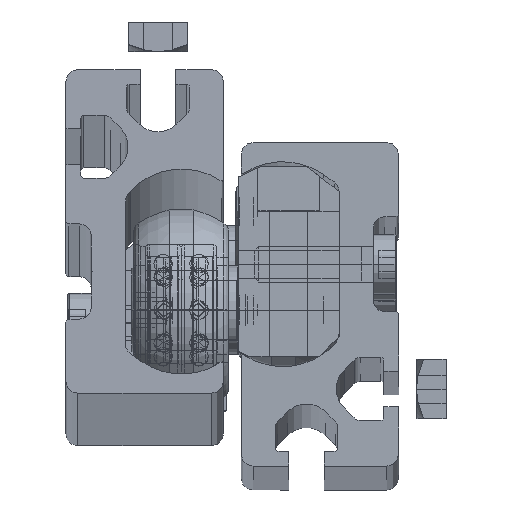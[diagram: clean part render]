
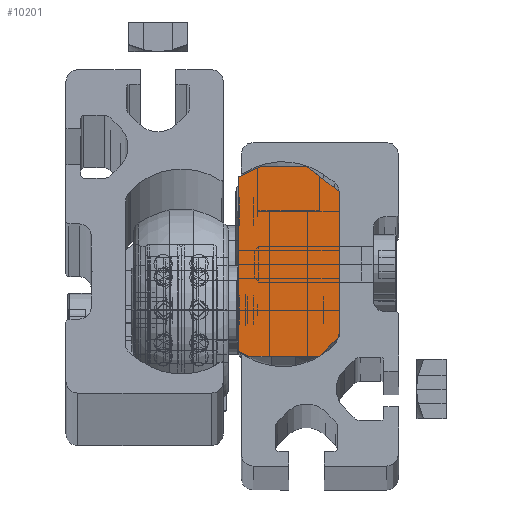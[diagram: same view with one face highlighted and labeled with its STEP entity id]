
A CAD part, top view. The second image highlights one B-rep face of the part: STEP entity #10201.
In plain terms, the highlighted face is planar.
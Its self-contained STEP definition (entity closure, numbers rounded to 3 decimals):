
#184 = CARTESIAN_POINT ( 'NONE',  ( -19., 12.203, 8.5 ) ) ;
#556 = VECTOR ( 'NONE', #12022, 1000. ) ;
#857 = LINE ( 'NONE', #1161, #1216 ) ;
#1048 = DIRECTION ( 'NONE',  ( -1., 0., 0. ) ) ;
#1161 = CARTESIAN_POINT ( 'NONE',  ( -19., 12.203, 8.5 ) ) ;
#1216 = VECTOR ( 'NONE', #11894, 1000. ) ;
#1347 = ORIENTED_EDGE ( 'NONE', *, *, #4332, .T. ) ;
#2242 = CARTESIAN_POINT ( 'NONE',  ( -19., 14.681, -8.5 ) ) ;
#2343 = CARTESIAN_POINT ( 'NONE',  ( -19., -12.2, 8.5 ) ) ;
#2361 = VECTOR ( 'NONE', #8682, 1000. ) ;
#2733 = VECTOR ( 'NONE', #18274, 1000. ) ;
#3028 = EDGE_CURVE ( 'NONE', #18467, #19823, #5442, .T. ) ;
#3156 = CARTESIAN_POINT ( 'NONE',  ( -19., -15.5, 5.2 ) ) ;
#3478 = CARTESIAN_POINT ( 'NONE',  ( -19., -12.2, 8.5 ) ) ;
#4294 = CARTESIAN_POINT ( 'NONE',  ( -19., 16.5, -4.6 ) ) ;
#4332 = EDGE_CURVE ( 'NONE', #14352, #6344, #10469, .T. ) ;
#5075 = LINE ( 'NONE', #5286, #13908 ) ;
#5286 = CARTESIAN_POINT ( 'NONE',  ( -19., -15.5, 5.2 ) ) ;
#5442 = LINE ( 'NONE', #2343, #2361 ) ;
#5695 = DIRECTION ( 'NONE',  ( 0., -0.423, 0.906 ) ) ;
#5773 = LINE ( 'NONE', #2242, #556 ) ;
#6149 = LINE ( 'NONE', #4294, #16889 ) ;
#6342 = ORIENTED_EDGE ( 'NONE', *, *, #12776, .T. ) ;
#6344 = VERTEX_POINT ( 'NONE', #7785 ) ;
#6637 = EDGE_CURVE ( 'NONE', #8427, #11200, #11726, .T. ) ;
#6656 = ORIENTED_EDGE ( 'NONE', *, *, #6637, .T. ) ;
#7072 = DIRECTION ( 'NONE',  ( 0., 0., 1. ) ) ;
#7785 = CARTESIAN_POINT ( 'NONE',  ( -19., 14.681, -8.5 ) ) ;
#7812 = DIRECTION ( 'NONE',  ( 0., 0., 1. ) ) ;
#8215 = CARTESIAN_POINT ( 'NONE',  ( -19., -12.2, 8.5 ) ) ;
#8254 = ORIENTED_EDGE ( 'NONE', *, *, #18084, .T. ) ;
#8427 = VERTEX_POINT ( 'NONE', #16702 ) ;
#8680 = EDGE_CURVE ( 'NONE', #10946, #14682, #857, .T. ) ;
#8682 = DIRECTION ( 'NONE',  ( 0., -0.707, -0.707 ) ) ;
#9210 = CARTESIAN_POINT ( 'NONE',  ( -19., -15.5, -6.7 ) ) ;
#9475 = LINE ( 'NONE', #8215, #13480 ) ;
#10119 = CARTESIAN_POINT ( 'NONE',  ( -19., 16.5, -4.6 ) ) ;
#10126 = ORIENTED_EDGE ( 'NONE', *, *, #8680, .T. ) ;
#10201 = ADVANCED_FACE ( 'NONE', ( #10617 ), #13550, .T. ) ;
#10457 = EDGE_CURVE ( 'NONE', #19823, #11200, #5075, .T. ) ;
#10469 = LINE ( 'NONE', #13396, #2733 ) ;
#10617 = FACE_OUTER_BOUND ( 'NONE', #14407, .T. ) ;
#10946 = VERTEX_POINT ( 'NONE', #184 ) ;
#10975 = ORIENTED_EDGE ( 'NONE', *, *, #13340, .F. ) ;
#11200 = VERTEX_POINT ( 'NONE', #9210 ) ;
#11243 = DIRECTION ( 'NONE',  ( 0., 1., 0. ) ) ;
#11256 = CARTESIAN_POINT ( 'NONE',  ( -19., 16.5, 3. ) ) ;
#11726 = LINE ( 'NONE', #11832, #15749 ) ;
#11832 = CARTESIAN_POINT ( 'NONE',  ( -19., -14.661, -8.5 ) ) ;
#11894 = DIRECTION ( 'NONE',  ( 0., 0.616, -0.788 ) ) ;
#12022 = DIRECTION ( 'NONE',  ( 0., -1., 0. ) ) ;
#12240 = AXIS2_PLACEMENT_3D ( 'NONE', #18412, #1048, #7072 ) ;
#12776 = EDGE_CURVE ( 'NONE', #6344, #8427, #5773, .T. ) ;
#13340 = EDGE_CURVE ( 'NONE', #14352, #14682, #6149, .T. ) ;
#13396 = CARTESIAN_POINT ( 'NONE',  ( -19., 16.5, -4.6 ) ) ;
#13480 = VECTOR ( 'NONE', #11243, 1000. ) ;
#13550 = PLANE ( 'NONE',  #12240 ) ;
#13908 = VECTOR ( 'NONE', #17879, 1000. ) ;
#14314 = ORIENTED_EDGE ( 'NONE', *, *, #3028, .F. ) ;
#14352 = VERTEX_POINT ( 'NONE', #10119 ) ;
#14407 = EDGE_LOOP ( 'NONE', ( #10126, #10975, #1347, #6342, #6656, #15500, #14314, #8254 ) ) ;
#14682 = VERTEX_POINT ( 'NONE', #11256 ) ;
#15500 = ORIENTED_EDGE ( 'NONE', *, *, #10457, .F. ) ;
#15749 = VECTOR ( 'NONE', #5695, 1000. ) ;
#16702 = CARTESIAN_POINT ( 'NONE',  ( -19., -14.661, -8.5 ) ) ;
#16889 = VECTOR ( 'NONE', #7812, 1000. ) ;
#17879 = DIRECTION ( 'NONE',  ( 0., 0., -1. ) ) ;
#18084 = EDGE_CURVE ( 'NONE', #18467, #10946, #9475, .T. ) ;
#18274 = DIRECTION ( 'NONE',  ( 0., -0.423, -0.906 ) ) ;
#18412 = CARTESIAN_POINT ( 'NONE',  ( -19., 1.5, 22.2 ) ) ;
#18467 = VERTEX_POINT ( 'NONE', #3478 ) ;
#19823 = VERTEX_POINT ( 'NONE', #3156 ) ;
